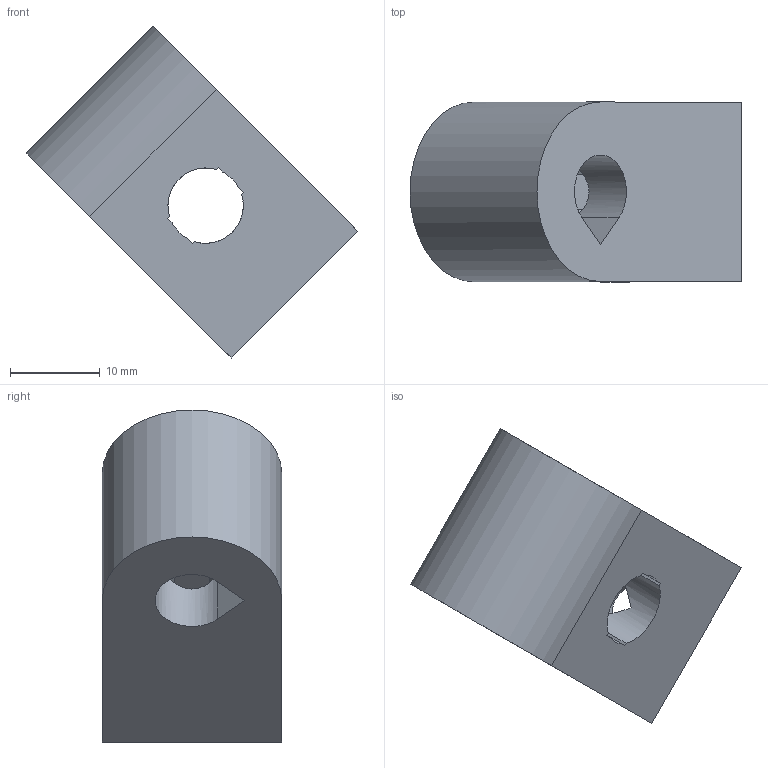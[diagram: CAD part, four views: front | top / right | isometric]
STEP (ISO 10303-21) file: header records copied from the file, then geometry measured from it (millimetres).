
FILE_DESCRIPTION( ( 'Unknown' ), '1' );
FILE_NAME( 'Diagonal-tie-bracket.stp', 'Unknown', ( 'Ed Sells' ), ( 'University of Bath' ), 'XStep 1.0', 'Solid Edge v19', ' ' );
FILE_SCHEMA( ( 'CONFIG_CONTROL_DESIGN' ) );
Length unit declared in the file: millimetre
Products named in the file (1): 1
Bounding box: 36.97 x 20 x 36.97 mm (x, y, z)
Volume: 9238 mm3; surface area: 4159.7 mm2
Topology: 1 solids, 1 shells, 52 faces, 153 edges, 101 vertices
Faces by surface type: plane 37, cylinder 15
Entity records: 1844 total; most frequent: CARTESIAN_POINT 379, ORIENTED_EDGE 306, DIRECTION 288, EDGE_CURVE 153, LINE 104, VECTOR 104, VERTEX_POINT 101, AXIS2_PLACEMENT_3D 92
